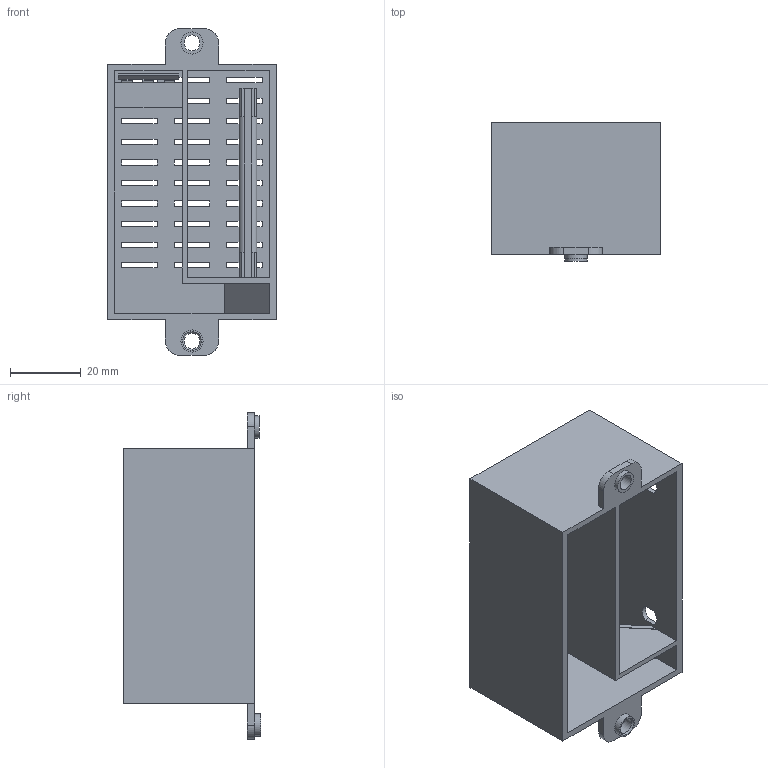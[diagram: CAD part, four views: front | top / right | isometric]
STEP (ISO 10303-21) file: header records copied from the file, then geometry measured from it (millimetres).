
FILE_DESCRIPTION(/* description */ ('STEP AP242','CAx-IF Rec.Pracs.---Representation and Presentation of Product Manufacturing Information (PMI)---4.0---2014-10-13','CAx-IF Rec.Pracs.---3D Tessellated Geometry---0.4---2014-09-14','2;1'),/* implementation_level */ '2;1');
FILE_NAME(/* name */ '669bd5e866fe196d2b5840b1',/* time_stamp */ '2024-07-20T15:21:13Z',/* author */ (''),/* organization */ (''),/* preprocessor_version */ 'ST-DEVELOPER v20',/* originating_system */ ' ',/* authorisation */ ' ');
FILE_SCHEMA (('AP242_MANAGED_MODEL_BASED_3D_ENGINEERING_MIM_LF { 1 0 10303 442 1 1 4 }'));
Length unit declared in the file: metre
Products named in the file (2): Back Box
Assembly tree (1 placements, depth 2):
  Back Box
    Back Box
Bounding box: 47.5 x 38.8 x 92 mm (x, y, z)
Volume: 27934.1 mm3; surface area: 31194.3 mm2
Topology: 1 solids, 1 shells, 275 faces, 911 edges, 603 vertices
Faces by surface type: plane 253, cylinder 19, cone 3
Full cylindrical faces by diameter (mm): 4.5 x2, 6.25 x2
Entity records: 9978 total; most frequent: ORIENTED_EDGE 1804, CARTESIAN_POINT 1792, DIRECTION 1497, EDGE_CURVE 902, LINE 853, VECTOR 853, VERTEX_POINT 601, EDGE_LOOP 357
